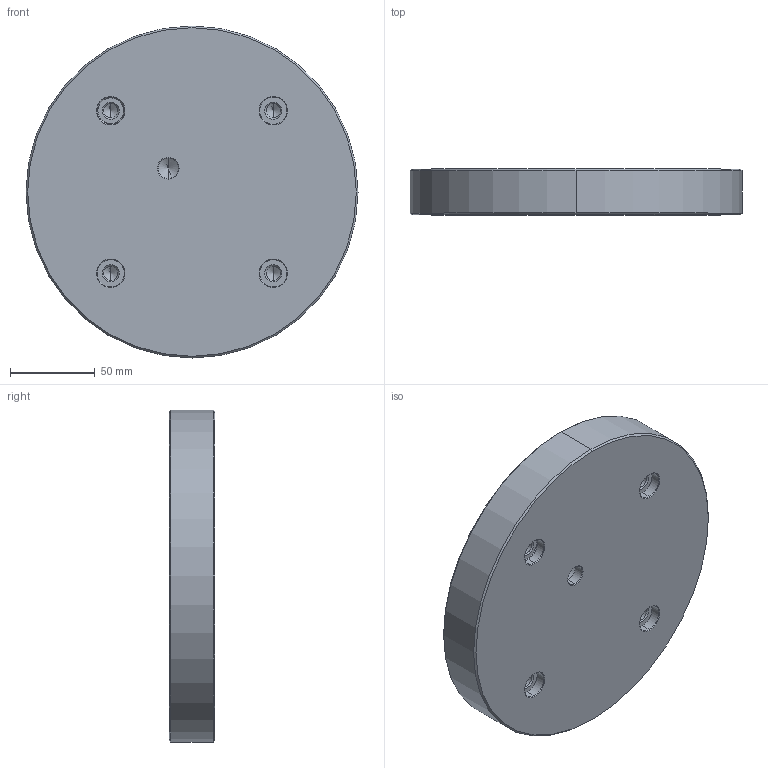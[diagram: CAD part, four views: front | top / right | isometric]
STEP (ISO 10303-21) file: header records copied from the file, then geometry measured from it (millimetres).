
FILE_DESCRIPTION (( 'STEP AP203' ), '1' );
FILE_NAME ('200610.STEP', '2017-06-20T21:59:24', ( '' ), ( '' ), 'SwSTEP 2.0', 'SolidWorks 2017', '' );
FILE_SCHEMA (( 'CONFIG_CONTROL_DESIGN' ));
Length unit declared in the file: millimetre
Products named in the file (1): 200610
Bounding box: 196 x 27 x 196 mm (x, y, z)
Volume: 804060.3 mm3; surface area: 79546 mm2
Topology: 1 solids, 1 shells, 60 faces, 128 edges, 69 vertices
Faces by surface type: cone 34, cylinder 20, plane 6
Entity records: 1611 total; most frequent: DIRECTION 304, CARTESIAN_POINT 248, ORIENTED_EDGE 236, AXIS2_PLACEMENT_3D 125, EDGE_CURVE 118, EDGE_LOOP 69, VERTEX_POINT 69, CIRCLE 64
